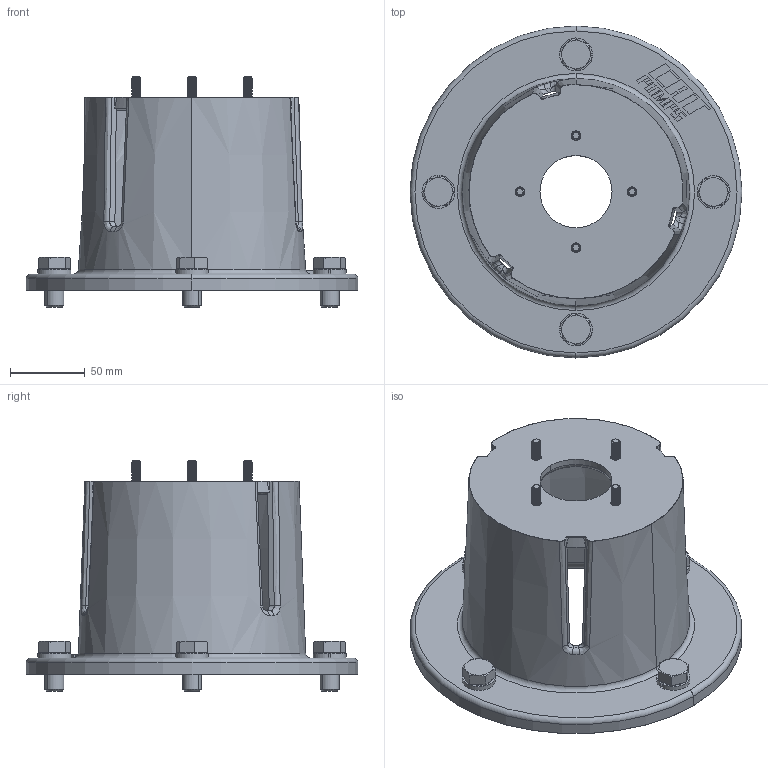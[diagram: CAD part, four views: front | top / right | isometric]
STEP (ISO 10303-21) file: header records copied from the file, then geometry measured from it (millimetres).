
FILE_DESCRIPTION (( 'STEP AP203' ), '1' );
FILE_NAME ('76184.5FR.STEP', '2017-10-06T14:41:33', ( '' ), ( '' ), 'SwSTEP 2.0', 'SolidWorks 2017', '' );
FILE_SCHEMA (( 'CONFIG_CONTROL_DESIGN' ));
Length unit declared in the file: inch
Products named in the file (1): 76184.5FR
Bounding box: 222.25 x 222.25 x 154.29 mm (x, y, z)
Volume: 593776.2 mm3; surface area: 196650.4 mm2
Topology: 17 solids, 17 shells, 1419 faces, 3563 edges, 2194 vertices
Faces by surface type: bspline 438, plane 387, cylinder 351, cone 178, torus 65
Entity records: 56816 total; most frequent: CARTESIAN_POINT 27647, ORIENTED_EDGE 7126, DIRECTION 4772, EDGE_CURVE 3563, VERTEX_POINT 2194, AXIS2_PLACEMENT_3D 1770, EDGE_LOOP 1467, ADVANCED_FACE 1419
